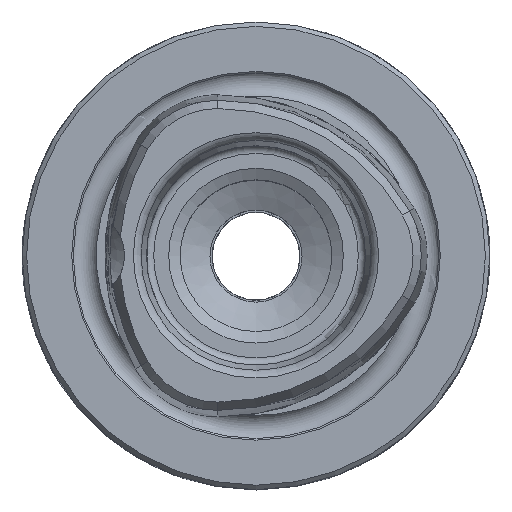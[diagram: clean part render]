
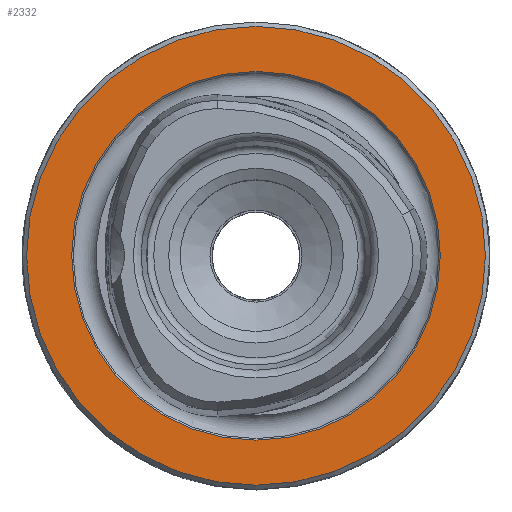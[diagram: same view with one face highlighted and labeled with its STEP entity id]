
A CAD part, top view. The second image highlights one B-rep face of the part: STEP entity #2332.
In plain terms, the highlighted planar face has unit normal (0, 0, 1).
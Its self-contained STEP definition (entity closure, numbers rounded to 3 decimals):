
#258=PLANE('',#2544);
#606=ORIENTED_EDGE('',*,*,#903,.T.);
#607=ORIENTED_EDGE('',*,*,#900,.F.);
#900=EDGE_CURVE('',#1072,#1072,#1165,.T.);
#903=EDGE_CURVE('',#1075,#1075,#1168,.T.);
#1072=VERTEX_POINT('',#3734);
#1075=VERTEX_POINT('',#3742);
#1165=CIRCLE('',#2540,12.614);
#1168=CIRCLE('',#2545,15.7);
#1288=EDGE_LOOP('',(#606));
#1289=EDGE_LOOP('',(#607));
#1450=FACE_BOUND('',#1288,.T.);
#1451=FACE_BOUND('',#1289,.T.);
#2332=ADVANCED_FACE('',(#1450,#1451),#258,.T.);
#2540=AXIS2_PLACEMENT_3D('',#3733,#2944,#2945);
#2544=AXIS2_PLACEMENT_3D('',#3740,#2952,#2953);
#2545=AXIS2_PLACEMENT_3D('',#3741,#2954,#2955);
#2944=DIRECTION('',(0.,0.,1.));
#2945=DIRECTION('',(1.,0.,0.));
#2952=DIRECTION('',(0.,0.,1.));
#2953=DIRECTION('',(1.,0.,0.));
#2954=DIRECTION('',(0.,0.,1.));
#2955=DIRECTION('',(1.,0.,0.));
#3733=CARTESIAN_POINT('',(0.,0.,0.));
#3734=CARTESIAN_POINT('',(12.614,0.,0.));
#3740=CARTESIAN_POINT('',(12.25,0.,0.));
#3741=CARTESIAN_POINT('',(0.,0.,0.));
#3742=CARTESIAN_POINT('',(15.7,0.,0.));
